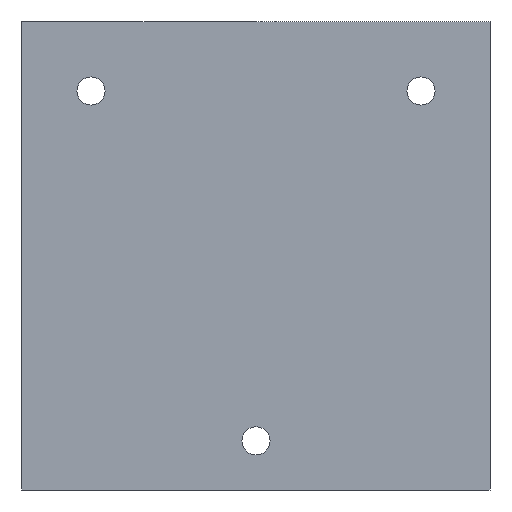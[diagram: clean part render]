
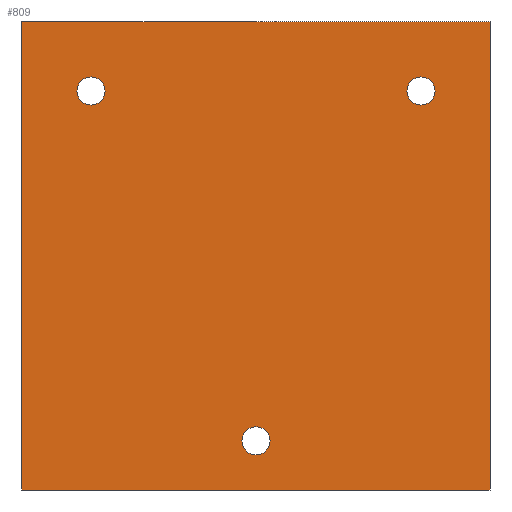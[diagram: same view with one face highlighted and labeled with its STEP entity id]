
A CAD part, front view. The second image highlights one B-rep face of the part: STEP entity #809.
In plain terms, the highlighted planar face has unit normal (0, -1, 0).
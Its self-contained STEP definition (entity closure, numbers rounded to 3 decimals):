
#35=FACE_BOUND('',#118,.T.);
#36=FACE_BOUND('',#119,.T.);
#37=FACE_BOUND('',#120,.T.);
#72=FACE_OUTER_BOUND('',#117,.T.);
#117=EDGE_LOOP('',(#708,#709,#710,#711));
#118=EDGE_LOOP('',(#712));
#119=EDGE_LOOP('',(#713));
#120=EDGE_LOOP('',(#714));
#202=LINE('',#1328,#285);
#204=LINE('',#1332,#287);
#206=LINE('',#1336,#289);
#208=LINE('',#1339,#291);
#285=VECTOR('',#1088,10.);
#287=VECTOR('',#1092,10.);
#289=VECTOR('',#1096,10.);
#291=VECTOR('',#1100,10.);
#320=CIRCLE('',#877,1.5);
#322=CIRCLE('',#881,1.5);
#324=CIRCLE('',#885,1.5);
#391=VERTEX_POINT('',#1305);
#393=VERTEX_POINT('',#1313);
#395=VERTEX_POINT('',#1321);
#396=VERTEX_POINT('',#1325);
#397=VERTEX_POINT('',#1327);
#398=VERTEX_POINT('',#1331);
#399=VERTEX_POINT('',#1335);
#494=EDGE_CURVE('',#391,#391,#320,.T.);
#498=EDGE_CURVE('',#393,#393,#322,.T.);
#502=EDGE_CURVE('',#395,#395,#324,.T.);
#504=EDGE_CURVE('',#397,#396,#202,.T.);
#506=EDGE_CURVE('',#398,#397,#204,.T.);
#508=EDGE_CURVE('',#399,#398,#206,.T.);
#510=EDGE_CURVE('',#396,#399,#208,.T.);
#708=ORIENTED_EDGE('',*,*,#510,.T.);
#709=ORIENTED_EDGE('',*,*,#508,.T.);
#710=ORIENTED_EDGE('',*,*,#506,.T.);
#711=ORIENTED_EDGE('',*,*,#504,.T.);
#712=ORIENTED_EDGE('',*,*,#494,.T.);
#713=ORIENTED_EDGE('',*,*,#498,.T.);
#714=ORIENTED_EDGE('',*,*,#502,.T.);
#775=PLANE('',#890);
#809=ADVANCED_FACE('',(#72,#35,#36,#37),#775,.T.);
#877=AXIS2_PLACEMENT_3D('',#1307,#1063,#1064);
#881=AXIS2_PLACEMENT_3D('',#1315,#1073,#1074);
#885=AXIS2_PLACEMENT_3D('',#1323,#1083,#1084);
#890=AXIS2_PLACEMENT_3D('',#1340,#1101,#1102);
#1063=DIRECTION('center_axis',(0.,1.,0.));
#1064=DIRECTION('ref_axis',(0.,0.,1.));
#1073=DIRECTION('center_axis',(0.,1.,0.));
#1074=DIRECTION('ref_axis',(0.,0.,1.));
#1083=DIRECTION('center_axis',(0.,1.,0.));
#1084=DIRECTION('ref_axis',(0.,0.,1.));
#1088=DIRECTION('',(0.,0.,1.));
#1092=DIRECTION('',(1.,0.,0.));
#1096=DIRECTION('',(0.,0.,-1.));
#1100=DIRECTION('',(-1.,0.,0.));
#1101=DIRECTION('center_axis',(0.,-1.,0.));
#1102=DIRECTION('ref_axis',(0.,0.,-1.));
#1305=CARTESIAN_POINT('',(-17.627,-2.,16.127));
#1307=CARTESIAN_POINT('Origin',(-17.627,-2.,17.627));
#1313=CARTESIAN_POINT('',(0.,-2.,-21.25));
#1315=CARTESIAN_POINT('Origin',(0.,-2.,-19.75));
#1321=CARTESIAN_POINT('',(17.627,-2.,16.127));
#1323=CARTESIAN_POINT('Origin',(17.627,-2.,17.627));
#1325=CARTESIAN_POINT('',(25.,-2.,25.));
#1327=CARTESIAN_POINT('',(25.,-2.,-25.));
#1328=CARTESIAN_POINT('',(25.,-2.,25.));
#1331=CARTESIAN_POINT('',(-25.,-2.,-25.));
#1332=CARTESIAN_POINT('',(25.,-2.,-25.));
#1335=CARTESIAN_POINT('',(-25.,-2.,25.));
#1336=CARTESIAN_POINT('',(-25.,-2.,-25.));
#1339=CARTESIAN_POINT('',(-25.,-2.,25.));
#1340=CARTESIAN_POINT('Origin',(0.,-2.,0.));
